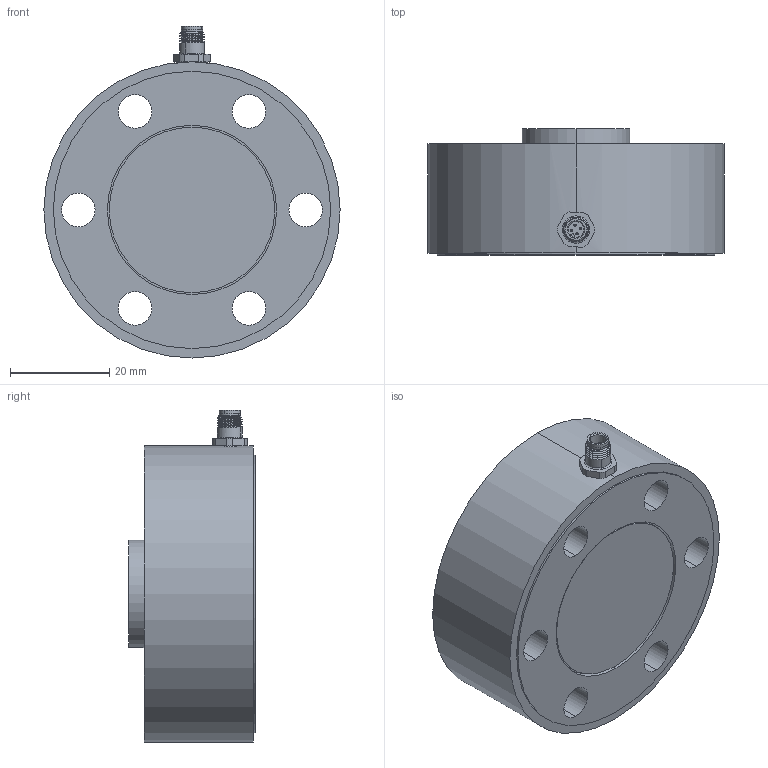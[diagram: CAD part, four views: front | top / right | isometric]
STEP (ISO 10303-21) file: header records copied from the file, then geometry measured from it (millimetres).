
FILE_DESCRIPTION (( 'STEP AP214' ), '1' );
FILE_NAME ('PL3-1K to 4K X1 (STEP).STEP', '2024-02-13T23:26:09', ( '' ), ( '' ), 'SwSTEP 2.0', 'SolidWorks 2021', '' );
FILE_SCHEMA (( 'AUTOMOTIVE_DESIGN' ));
Length unit declared in the file: inch
Products named in the file (1): PL3-1K to 4K X1 (STEP)
Bounding box: 59.56 x 25.4 x 66.76 mm (x, y, z)
Volume: 43625.1 mm3; surface area: 18604.7 mm2
Topology: 3 solids, 4 shells, 203 faces, 505 edges, 323 vertices
Faces by surface type: cylinder 124, plane 40, cone 19, torus 8, sphere 8, bspline 4
Entity records: 10420 total; most frequent: CARTESIAN_POINT 2982, DIRECTION 989, ORIENTED_EDGE 974, EDGE_CURVE 487, AXIS2_PLACEMENT_3D 408, VERTEX_POINT 315, EDGE_LOOP 242, DIMENSIONAL_EXPONENTS 208
